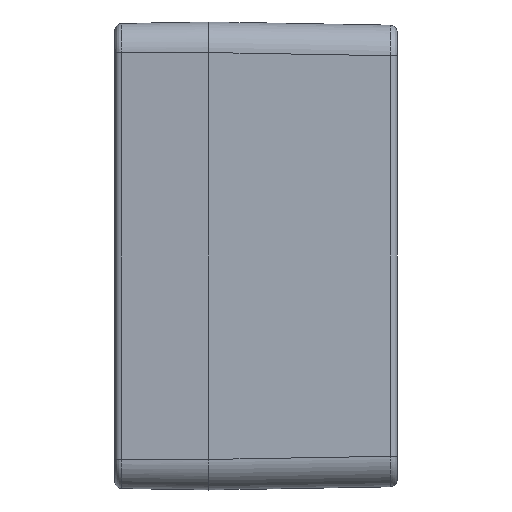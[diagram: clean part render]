
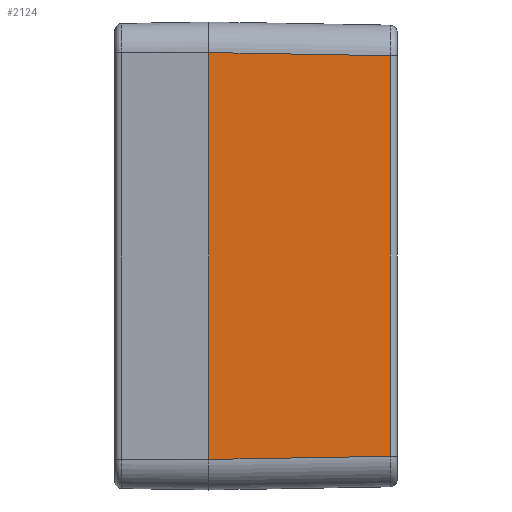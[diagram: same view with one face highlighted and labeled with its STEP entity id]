
A CAD part, left-side view. The second image highlights one B-rep face of the part: STEP entity #2124.
In plain terms, the highlighted planar face has unit normal (-1, -0.018, 0).
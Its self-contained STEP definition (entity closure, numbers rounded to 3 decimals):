
#2030 = EDGE_CURVE ( 'NONE', #2116, #2031, #7242, .T. ) ;
#2031 = VERTEX_POINT ( 'NONE', #7238 ) ;
#2116 = VERTEX_POINT ( 'NONE', #7422 ) ;
#2124 = ADVANCED_FACE ( 'NONE', ( #7401 ), #7397, .T. ) ;
#2125 = EDGE_LOOP ( 'NONE', ( #2126, #2129, #2188, #2190 ) ) ;
#2126 = ORIENTED_EDGE ( 'NONE', *, *, #2127, .T. ) ;
#2127 = EDGE_CURVE ( 'NONE', #2116, #2128, #7398, .T. ) ;
#2128 = VERTEX_POINT ( 'NONE', #7449 ) ;
#2129 = ORIENTED_EDGE ( 'NONE', *, *, #2130, .T. ) ;
#2130 = EDGE_CURVE ( 'NONE', #2128, #2131, #7448, .T. ) ;
#2131 = VERTEX_POINT ( 'NONE', #7444 ) ;
#2188 = ORIENTED_EDGE ( 'NONE', *, *, #2189, .T. ) ;
#2189 = EDGE_CURVE ( 'NONE', #2131, #2031, #7525, .T. ) ;
#2190 = ORIENTED_EDGE ( 'NONE', *, *, #2030, .F. ) ;
#7238 = CARTESIAN_POINT ( 'NONE',  ( -79.75, 40., 43.251 ) ) ;
#7239 = DIRECTION ( 'NONE',  ( 0., 0., 1. ) ) ;
#7240 = VECTOR ( 'NONE', #7239, 1000. ) ;
#7241 = CARTESIAN_POINT ( 'NONE',  ( -79.75, 40., -49.75 ) ) ;
#7242 = LINE ( 'NONE', #7241, #7240 ) ;
#7397 = PLANE ( 'NONE',  #7400 ) ;
#7398 = LINE ( 'NONE', #7452, #7451 ) ;
#7399 = CARTESIAN_POINT ( 'NONE',  ( -79.75, 40., -49.75 ) ) ;
#7400 = AXIS2_PLACEMENT_3D ( 'NONE', #7399, #7454, #7453 ) ;
#7401 = FACE_OUTER_BOUND ( 'NONE', #2125, .T. ) ;
#7422 = CARTESIAN_POINT ( 'NONE',  ( -79.75, 40., -43.251 ) ) ;
#7444 = CARTESIAN_POINT ( 'NONE',  ( -79.078, 1.474, 42.579 ) ) ;
#7445 = DIRECTION ( 'NONE',  ( 0., 0., 1. ) ) ;
#7446 = VECTOR ( 'NONE', #7445, 1000. ) ;
#7447 = CARTESIAN_POINT ( 'NONE',  ( -79.078, 1.474, -49.75 ) ) ;
#7448 = LINE ( 'NONE', #7447, #7446 ) ;
#7449 = CARTESIAN_POINT ( 'NONE',  ( -79.078, 1.474, -42.579 ) ) ;
#7450 = DIRECTION ( 'NONE',  ( 0.017, -1., 0.017 ) ) ;
#7451 = VECTOR ( 'NONE', #7450, 1000. ) ;
#7452 = CARTESIAN_POINT ( 'NONE',  ( -79.752, 40.113, -43.253 ) ) ;
#7453 = DIRECTION ( 'NONE',  ( 0.017, -1., 0. ) ) ;
#7454 = DIRECTION ( 'NONE',  ( -1., -0.017, 0. ) ) ;
#7522 = DIRECTION ( 'NONE',  ( -0.017, 1., 0.017 ) ) ;
#7523 = VECTOR ( 'NONE', #7522, 1000. ) ;
#7524 = CARTESIAN_POINT ( 'NONE',  ( -79.722, 38.378, 43.223 ) ) ;
#7525 = LINE ( 'NONE', #7524, #7523 ) ;
